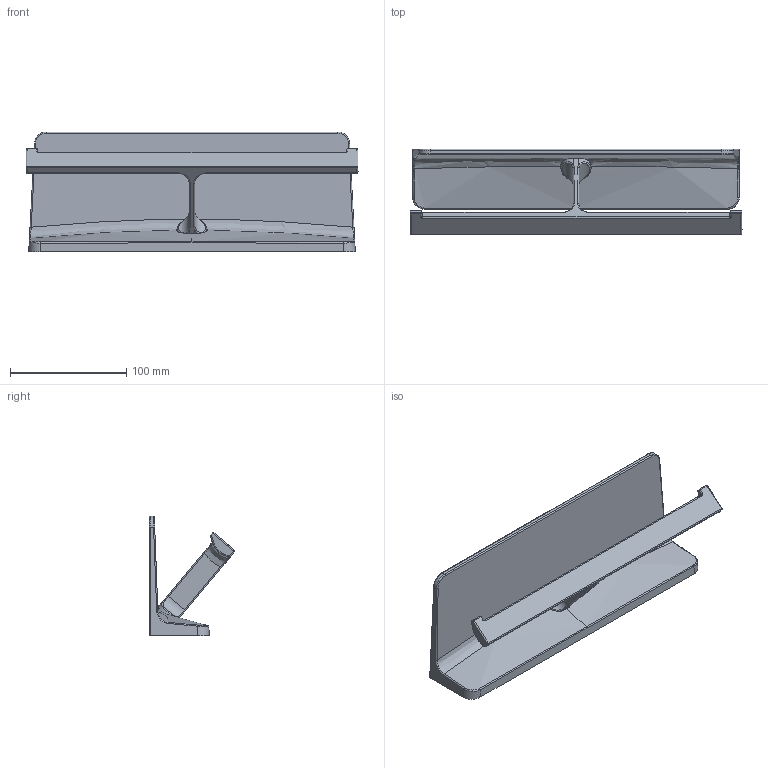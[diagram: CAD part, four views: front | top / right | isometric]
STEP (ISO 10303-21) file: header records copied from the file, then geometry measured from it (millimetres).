
FILE_DESCRIPTION (( 'STEP AP214' ), '1' );
FILE_NAME ('83525976ff_PM.STEP', '2024-02-26T07:18:25', ( '' ), ( '' ), 'SwSTEP 2.0', 'SolidWorks 2023', '' );
FILE_SCHEMA (( 'AUTOMOTIVE_DESIGN' ));
Length unit declared in the file: millimetre
Products named in the file (3): Planungsmodell_Ablage-+-081797077_K1_270x103; Planungsmodell_Halter-+-081897078_K1; 83525976ff_PM
Assembly tree (2 placements, depth 2):
  83525976ff_PM
    Planungsmodell_Ablage-+-081797077_K1_270x103
    Planungsmodell_Halter-+-081897078_K1
Bounding box: 285 x 73.71 x 103 mm (x, y, z)
Volume: 361752.1 mm3; surface area: 123185.1 mm2
Topology: 2 solids, 8 shells, 246 faces, 580 edges, 337 vertices
Faces by surface type: bspline 109, cylinder 77, plane 56, cone 4
Entity records: 13579 total; most frequent: CARTESIAN_POINT 9136, ORIENTED_EDGE 1126, EDGE_CURVE 563, DIRECTION 558, VERTEX_POINT 337, B_SPLINE_CURVE_WITH_KNOTS 300, EDGE_LOOP 252, FACE_OUTER_BOUND 246
